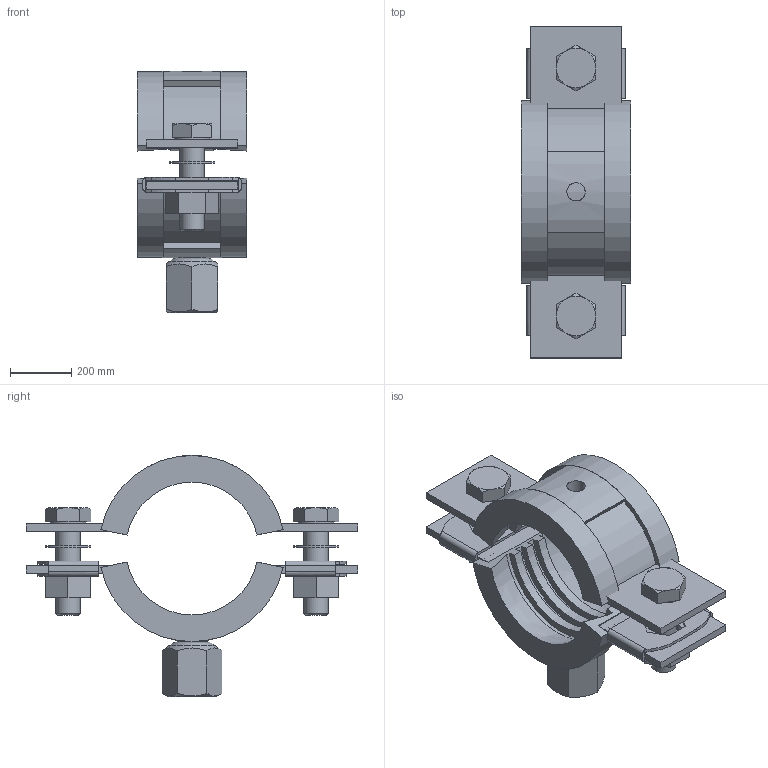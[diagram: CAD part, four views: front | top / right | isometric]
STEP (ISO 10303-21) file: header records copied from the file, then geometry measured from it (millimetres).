
FILE_DESCRIPTION(/* description */ (''),/* implementation_level */ '2;1');
FILE_NAME(/* name */ '00972.040X_3D.stp',/* time_stamp */ '2025-05-14T09:48:07+02:00',/* author */ ('N.Hausmann'),/* organization */ (''),/* preprocessor_version */ 'ST-DEVELOPER v20',/* originating_system */ 'AutoCAD Mechanical',/* authorisation */ '');
FILE_SCHEMA (('AUTOMOTIVE_DESIGN { 1 0 10303 214 3 1 1 }'));
Length unit declared in the file: centimetre
Products named in the file (2): Product; *S0
Assembly tree (1 placements, depth 2):
  Product
    *S0
Bounding box: 359 x 1087.8 x 790 mm (x, y, z)
Volume: 53229380.7 mm3; surface area: 4915402.1 mm2
Topology: 13 solids, 13 shells, 432 faces, 1119 edges, 724 vertices
Faces by surface type: plane 233, cylinder 150, cone 30, torus 18, bspline 1
Full cylindrical faces by diameter (mm): 55 x1, 60 x2, 68 x3, 80 x2, 85 x3, 104 x1, 116 x2, 150 x2
Entity records: 13765 total; most frequent: CARTESIAN_POINT 3048, ORIENTED_EDGE 2238, DIRECTION 2222, EDGE_CURVE 1119, AXIS2_PLACEMENT_3D 783, VERTEX_POINT 724, LINE 656, VECTOR 656
